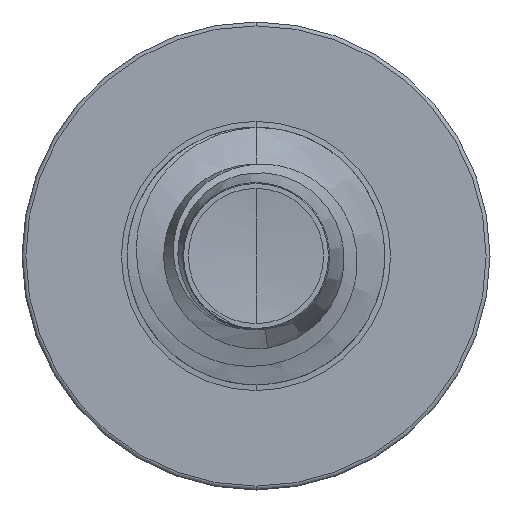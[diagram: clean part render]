
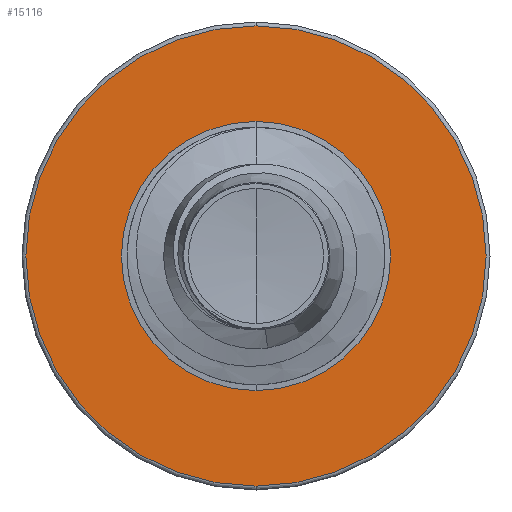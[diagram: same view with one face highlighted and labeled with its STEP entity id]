
A CAD part, front view. The second image highlights one B-rep face of the part: STEP entity #15116.
In plain terms, the highlighted planar face has unit normal (0, -1, 0).
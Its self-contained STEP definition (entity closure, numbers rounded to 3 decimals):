
#122 = CIRCLE ( 'NONE', #10639, 1.967 ) ;
#1001 = CIRCLE ( 'NONE', #4620, 1.15 ) ;
#1497 = CIRCLE ( 'NONE', #17766, 1.967 ) ;
#2970 = AXIS2_PLACEMENT_3D ( 'NONE', #23855, #11190, #7146 ) ;
#3108 = CARTESIAN_POINT ( 'NONE',  ( 0., 15., 1.967 ) ) ;
#3623 = CARTESIAN_POINT ( 'NONE',  ( 0., 15., 0. ) ) ;
#4306 = ORIENTED_EDGE ( 'NONE', *, *, #23191, .T. ) ;
#4620 = AXIS2_PLACEMENT_3D ( 'NONE', #3623, #17778, #5761 ) ;
#5066 = EDGE_CURVE ( 'NONE', #11661, #23966, #122, .T. ) ;
#5156 = AXIS2_PLACEMENT_3D ( 'NONE', #18130, #6146, #19990 ) ;
#5609 = EDGE_LOOP ( 'NONE', ( #4306, #7751 ) ) ;
#5761 = DIRECTION ( 'NONE',  ( 0., 0., 1. ) ) ;
#6146 = DIRECTION ( 'NONE',  ( 0., 1., 0. ) ) ;
#6414 = CARTESIAN_POINT ( 'NONE',  ( 0., 15., 1.15 ) ) ;
#6456 = ORIENTED_EDGE ( 'NONE', *, *, #20551, .F. ) ;
#7146 = DIRECTION ( 'NONE',  ( 0., 0., 1. ) ) ;
#7518 = DIRECTION ( 'NONE',  ( 0., 1., 0. ) ) ;
#7751 = ORIENTED_EDGE ( 'NONE', *, *, #21096, .T. ) ;
#9233 = CARTESIAN_POINT ( 'NONE',  ( 0., 15., -1.15 ) ) ;
#9338 = ORIENTED_EDGE ( 'NONE', *, *, #5066, .F. ) ;
#9471 = FACE_OUTER_BOUND ( 'NONE', #19142, .T. ) ;
#10639 = AXIS2_PLACEMENT_3D ( 'NONE', #18140, #18133, #18077 ) ;
#11190 = DIRECTION ( 'NONE',  ( 0., 1., 0. ) ) ;
#11661 = VERTEX_POINT ( 'NONE', #3108 ) ;
#15116 = ADVANCED_FACE ( 'NONE', ( #9471, #23568 ), #19041, .F. ) ;
#15527 = VERTEX_POINT ( 'NONE', #9233 ) ;
#15804 = CIRCLE ( 'NONE', #5156, 1.15 ) ;
#17766 = AXIS2_PLACEMENT_3D ( 'NONE', #19374, #7518, #21037 ) ;
#17778 = DIRECTION ( 'NONE',  ( 0., 1., 0. ) ) ;
#18077 = DIRECTION ( 'NONE',  ( 0., 0., 1. ) ) ;
#18130 = CARTESIAN_POINT ( 'NONE',  ( 0., 15., 0. ) ) ;
#18133 = DIRECTION ( 'NONE',  ( 0., 1., 0. ) ) ;
#18140 = CARTESIAN_POINT ( 'NONE',  ( 0., 15., 0. ) ) ;
#18867 = VERTEX_POINT ( 'NONE', #6414 ) ;
#19041 = PLANE ( 'NONE',  #2970 ) ;
#19142 = EDGE_LOOP ( 'NONE', ( #9338, #6456 ) ) ;
#19374 = CARTESIAN_POINT ( 'NONE',  ( 0., 15., 0. ) ) ;
#19990 = DIRECTION ( 'NONE',  ( 0., 0., 1. ) ) ;
#20551 = EDGE_CURVE ( 'NONE', #23966, #11661, #1497, .T. ) ;
#21037 = DIRECTION ( 'NONE',  ( 0., 0., 1. ) ) ;
#21096 = EDGE_CURVE ( 'NONE', #15527, #18867, #15804, .T. ) ;
#23191 = EDGE_CURVE ( 'NONE', #18867, #15527, #1001, .T. ) ;
#23568 = FACE_BOUND ( 'NONE', #5609, .T. ) ;
#23855 = CARTESIAN_POINT ( 'NONE',  ( 0., 15., -1.15 ) ) ;
#23966 = VERTEX_POINT ( 'NONE', #24706 ) ;
#24706 = CARTESIAN_POINT ( 'NONE',  ( 0., 15., -1.967 ) ) ;
